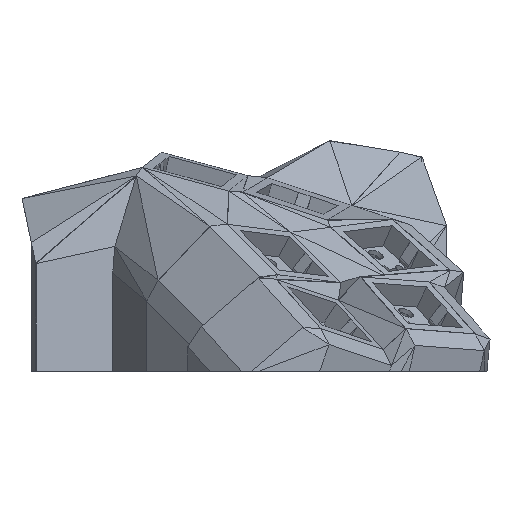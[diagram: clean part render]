
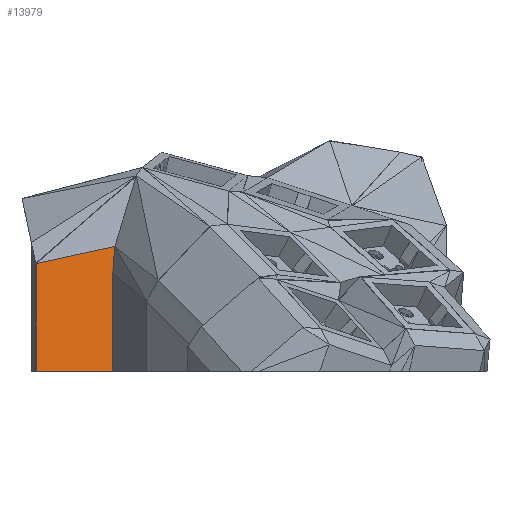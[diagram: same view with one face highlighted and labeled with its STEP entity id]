
A CAD part, front view. The second image highlights one B-rep face of the part: STEP entity #13979.
In plain terms, the highlighted planar face has unit normal (0.219, -0.976, 0).
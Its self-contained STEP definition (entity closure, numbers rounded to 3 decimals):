
#3397 = PLANE('',#3398);
#3398 = AXIS2_PLACEMENT_3D('',#3399,#3400,#3401);
#3399 = CARTESIAN_POINT('',(175.,-175.,0.));
#3400 = DIRECTION('',(-0.,-0.,1.));
#3401 = DIRECTION('',(1.,0.,0.));
#8050 = VERTEX_POINT('',#8051);
#8051 = CARTESIAN_POINT('',(22.667,-67.173,0.));
#8065 = PLANE('',#8066);
#8066 = AXIS2_PLACEMENT_3D('',#8067,#8068,#8069);
#8067 = CARTESIAN_POINT('',(27.018,-74.517,
    6.927));
#8068 = DIRECTION('',(0.86,0.51,-0.));
#8069 = DIRECTION('',(-0.51,0.86,-0.));
#8077 = EDGE_CURVE('',#8050,#8078,#8080,.T.);
#8078 = VERTEX_POINT('',#8079);
#8079 = CARTESIAN_POINT('',(7.13,-70.661,0.));
#8080 = SURFACE_CURVE('',#8081,(#8085,#8092),.PCURVE_S1.);
#8081 = LINE('',#8082,#8083);
#8082 = CARTESIAN_POINT('',(81.507,-53.964,
    0.));
#8083 = VECTOR('',#8084,1.);
#8084 = DIRECTION('',(-0.976,-0.219,-0.));
#8085 = PCURVE('',#3397,#8086);
#8086 = DEFINITIONAL_REPRESENTATION('',(#8087),#8091);
#8087 = LINE('',#8088,#8089);
#8088 = CARTESIAN_POINT('',(-93.493,121.036));
#8089 = VECTOR('',#8090,1.);
#8090 = DIRECTION('',(-0.976,-0.219));
#8091 = ( GEOMETRIC_REPRESENTATION_CONTEXT(2) 
PARAMETRIC_REPRESENTATION_CONTEXT() REPRESENTATION_CONTEXT('2D SPACE',''
  ) );
#8092 = PCURVE('',#8093,#8098);
#8093 = PLANE('',#8094);
#8094 = AXIS2_PLACEMENT_3D('',#8095,#8096,#8097);
#8095 = CARTESIAN_POINT('',(18.368,-68.138,
    10.048));
#8096 = DIRECTION('',(-0.219,0.976,-0.));
#8097 = DIRECTION('',(0.976,0.219,0.));
#8098 = DEFINITIONAL_REPRESENTATION('',(#8099),#8103);
#8099 = LINE('',#8100,#8101);
#8100 = CARTESIAN_POINT('',(64.71,10.048));
#8101 = VECTOR('',#8102,1.);
#8102 = DIRECTION('',(-1.,0.));
#8103 = ( GEOMETRIC_REPRESENTATION_CONTEXT(2) 
PARAMETRIC_REPRESENTATION_CONTEXT() REPRESENTATION_CONTEXT('2D SPACE',''
  ) );
#8121 = PLANE('',#8122);
#8122 = AXIS2_PLACEMENT_3D('',#8123,#8124,#8125);
#8123 = CARTESIAN_POINT('',(7.105,-70.661,
    5.949));
#8124 = DIRECTION('',(-0.,1.,-0.));
#8125 = DIRECTION('',(0.,0.,-1.));
#13930 = EDGE_CURVE('',#8078,#13931,#13933,.T.);
#13931 = VERTEX_POINT('',#13932);
#13932 = CARTESIAN_POINT('',(7.13,-70.661,
    21.947));
#13933 = SURFACE_CURVE('',#13934,(#13938,#13945),.PCURVE_S1.);
#13934 = LINE('',#13935,#13936);
#13935 = CARTESIAN_POINT('',(7.13,-70.661,-10.));
#13936 = VECTOR('',#13937,1.);
#13937 = DIRECTION('',(-0.,-0.,1.));
#13938 = PCURVE('',#8121,#13939);
#13939 = DEFINITIONAL_REPRESENTATION('',(#13940),#13944);
#13940 = LINE('',#13941,#13942);
#13941 = CARTESIAN_POINT('',(15.949,-0.024));
#13942 = VECTOR('',#13943,1.);
#13943 = DIRECTION('',(-1.,0.));
#13944 = ( GEOMETRIC_REPRESENTATION_CONTEXT(2) 
PARAMETRIC_REPRESENTATION_CONTEXT() REPRESENTATION_CONTEXT('2D SPACE',''
  ) );
#13945 = PCURVE('',#8093,#13946);
#13946 = DEFINITIONAL_REPRESENTATION('',(#13947),#13951);
#13947 = LINE('',#13948,#13949);
#13948 = CARTESIAN_POINT('',(-11.518,20.048));
#13949 = VECTOR('',#13950,1.);
#13950 = DIRECTION('',(-0.,-1.));
#13951 = ( GEOMETRIC_REPRESENTATION_CONTEXT(2) 
PARAMETRIC_REPRESENTATION_CONTEXT() REPRESENTATION_CONTEXT('2D SPACE',''
  ) );
#13979 = ADVANCED_FACE('',(#13980),#8093,.F.);
#13980 = FACE_BOUND('',#13981,.T.);
#13981 = EDGE_LOOP('',(#13982,#13983,#14006,#14034,#14060));
#13982 = ORIENTED_EDGE('',*,*,#8077,.F.);
#13983 = ORIENTED_EDGE('',*,*,#13984,.F.);
#13984 = EDGE_CURVE('',#13985,#8050,#13987,.T.);
#13985 = VERTEX_POINT('',#13986);
#13986 = CARTESIAN_POINT('',(22.667,-67.173,
    20.004));
#13987 = SURFACE_CURVE('',#13988,(#13992,#13999),.PCURVE_S1.);
#13988 = LINE('',#13989,#13990);
#13989 = CARTESIAN_POINT('',(22.667,-67.173,
    8.488));
#13990 = VECTOR('',#13991,1.);
#13991 = DIRECTION('',(-0.,-0.,-1.));
#13992 = PCURVE('',#8093,#13993);
#13993 = DEFINITIONAL_REPRESENTATION('',(#13994),#13998);
#13994 = LINE('',#13995,#13996);
#13995 = CARTESIAN_POINT('',(4.406,1.56));
#13996 = VECTOR('',#13997,1.);
#13997 = DIRECTION('',(-0.,1.));
#13998 = ( GEOMETRIC_REPRESENTATION_CONTEXT(2) 
PARAMETRIC_REPRESENTATION_CONTEXT() REPRESENTATION_CONTEXT('2D SPACE',''
  ) );
#13999 = PCURVE('',#8065,#14000);
#14000 = DEFINITIONAL_REPRESENTATION('',(#14001),#14005);
#14001 = LINE('',#14002,#14003);
#14002 = CARTESIAN_POINT('',(8.536,1.56));
#14003 = VECTOR('',#14004,1.);
#14004 = DIRECTION('',(-0.,-1.));
#14005 = ( GEOMETRIC_REPRESENTATION_CONTEXT(2) 
PARAMETRIC_REPRESENTATION_CONTEXT() REPRESENTATION_CONTEXT('2D SPACE',''
  ) );
#14006 = ORIENTED_EDGE('',*,*,#14007,.F.);
#14007 = EDGE_CURVE('',#14008,#13985,#14010,.T.);
#14008 = VERTEX_POINT('',#14009);
#14009 = CARTESIAN_POINT('',(23.086,-67.079,
    25.41));
#14010 = SURFACE_CURVE('',#14011,(#14015,#14022),.PCURVE_S1.);
#14011 = LINE('',#14012,#14013);
#14012 = CARTESIAN_POINT('',(22.249,-67.267,
    14.593));
#14013 = VECTOR('',#14014,1.);
#14014 = DIRECTION('',(-0.077,-0.017,
    -0.997));
#14015 = PCURVE('',#8093,#14016);
#14016 = DEFINITIONAL_REPRESENTATION('',(#14017),#14021);
#14017 = LINE('',#14018,#14019);
#14018 = CARTESIAN_POINT('',(3.977,-4.545));
#14019 = VECTOR('',#14020,1.);
#14020 = DIRECTION('',(-0.079,0.997));
#14021 = ( GEOMETRIC_REPRESENTATION_CONTEXT(2) 
PARAMETRIC_REPRESENTATION_CONTEXT() REPRESENTATION_CONTEXT('2D SPACE',''
  ) );
#14022 = PCURVE('',#14023,#14028);
#14023 = PLANE('',#14024);
#14024 = AXIS2_PLACEMENT_3D('',#14025,#14026,#14027);
#14025 = CARTESIAN_POINT('',(25.597,-71.885,
    19.275));
#14026 = DIRECTION('',(0.842,0.535,-0.074
    ));
#14027 = DIRECTION('',(-0.536,0.844,-0.));
#14028 = DEFINITIONAL_REPRESENTATION('',(#14029),#14033);
#14029 = LINE('',#14030,#14031);
#14030 = CARTESIAN_POINT('',(5.693,-4.695));
#14031 = VECTOR('',#14032,1.);
#14032 = DIRECTION('',(0.027,-1.));
#14033 = ( GEOMETRIC_REPRESENTATION_CONTEXT(2) 
PARAMETRIC_REPRESENTATION_CONTEXT() REPRESENTATION_CONTEXT('2D SPACE',''
  ) );
#14034 = ORIENTED_EDGE('',*,*,#14035,.F.);
#14035 = EDGE_CURVE('',#13931,#14008,#14036,.T.);
#14036 = SURFACE_CURVE('',#14037,(#14041,#14048),.PCURVE_S1.);
#14037 = LINE('',#14038,#14039);
#14038 = CARTESIAN_POINT('',(7.13,-70.661,
    21.947));
#14039 = VECTOR('',#14040,1.);
#14040 = DIRECTION('',(0.955,0.214,0.207));
#14041 = PCURVE('',#8093,#14042);
#14042 = DEFINITIONAL_REPRESENTATION('',(#14043),#14047);
#14043 = LINE('',#14044,#14045);
#14044 = CARTESIAN_POINT('',(-11.518,-11.899));
#14045 = VECTOR('',#14046,1.);
#14046 = DIRECTION('',(0.978,-0.207));
#14047 = ( GEOMETRIC_REPRESENTATION_CONTEXT(2) 
PARAMETRIC_REPRESENTATION_CONTEXT() REPRESENTATION_CONTEXT('2D SPACE',''
  ) );
#14048 = PCURVE('',#14049,#14054);
#14049 = PLANE('',#14050);
#14050 = AXIS2_PLACEMENT_3D('',#14051,#14052,#14053);
#14051 = CARTESIAN_POINT('',(18.763,-67.411,
    29.282));
#14052 = DIRECTION('',(0.19,-0.973,0.129));
#14053 = DIRECTION('',(-0.981,-0.192,
    0.));
#14054 = DEFINITIONAL_REPRESENTATION('',(#14055),#14059);
#14055 = LINE('',#14056,#14057);
#14056 = CARTESIAN_POINT('',(12.041,7.396));
#14057 = VECTOR('',#14058,1.);
#14058 = DIRECTION('',(-0.978,-0.209));
#14059 = ( GEOMETRIC_REPRESENTATION_CONTEXT(2) 
PARAMETRIC_REPRESENTATION_CONTEXT() REPRESENTATION_CONTEXT('2D SPACE',''
  ) );
#14060 = ORIENTED_EDGE('',*,*,#13930,.F.);
